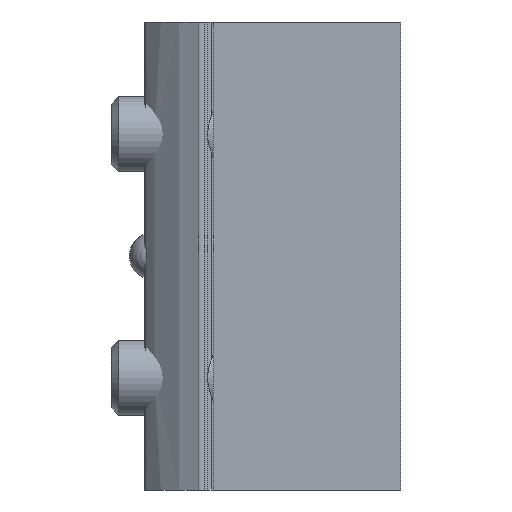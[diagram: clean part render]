
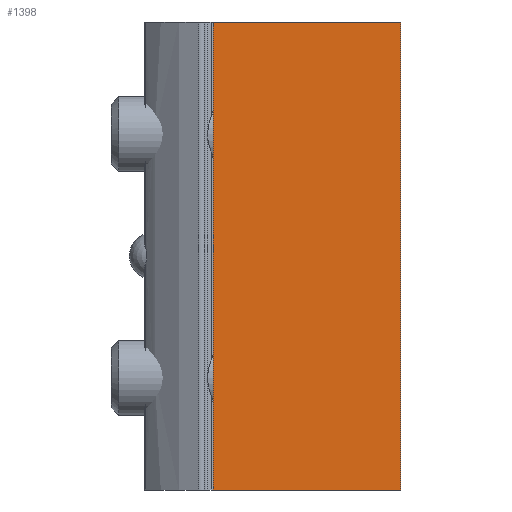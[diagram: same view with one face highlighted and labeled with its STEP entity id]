
A CAD part, left-side view. The second image highlights one B-rep face of the part: STEP entity #1398.
In plain terms, the highlighted planar face has unit normal (-1, 0, 0).
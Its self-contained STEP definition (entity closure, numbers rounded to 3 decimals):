
#237=ORIENTED_EDGE('',*,*,#617,.T.);
#238=ORIENTED_EDGE('',*,*,#618,.F.);
#239=ORIENTED_EDGE('',*,*,#619,.F.);
#240=ORIENTED_EDGE('',*,*,#614,.T.);
#614=EDGE_CURVE('',#805,#804,#937,.T.);
#617=EDGE_CURVE('',#804,#807,#940,.T.);
#618=EDGE_CURVE('',#808,#807,#941,.T.);
#619=EDGE_CURVE('',#805,#808,#942,.T.);
#804=VERTEX_POINT('',#2151);
#805=VERTEX_POINT('',#2153);
#807=VERTEX_POINT('',#2159);
#808=VERTEX_POINT('',#2161);
#937=LINE('',#2152,#1015);
#940=LINE('',#2158,#1018);
#941=LINE('',#2160,#1019);
#942=LINE('',#2162,#1020);
#1015=VECTOR('',#1718,1000.);
#1018=VECTOR('',#1723,1000.);
#1019=VECTOR('',#1724,1000.);
#1020=VECTOR('',#1725,1000.);
#1093=EDGE_LOOP('',(#237,#238,#239,#240));
#1225=FACE_BOUND('',#1093,.T.);
#1358=PLANE('',#1537);
#1398=ADVANCED_FACE('',(#1225),#1358,.F.);
#1537=AXIS2_PLACEMENT_3D('',#2157,#1721,#1722);
#1718=DIRECTION('',(0.,-1.,0.));
#1721=DIRECTION('',(1.,0.,0.));
#1722=DIRECTION('',(0.,0.,-1.));
#1723=DIRECTION('',(0.,0.,1.));
#1724=DIRECTION('',(0.,-1.,0.));
#1725=DIRECTION('',(0.,0.,1.));
#2151=CARTESIAN_POINT('',(0.,0.,-25.));
#2152=CARTESIAN_POINT('',(0.,20.,-25.));
#2153=CARTESIAN_POINT('',(0.,20.,-25.));
#2157=CARTESIAN_POINT('',(0.,20.,-25.));
#2158=CARTESIAN_POINT('',(0.,0.,-25.));
#2159=CARTESIAN_POINT('',(0.,0.,25.));
#2160=CARTESIAN_POINT('',(0.,20.,25.));
#2161=CARTESIAN_POINT('',(0.,20.,25.));
#2162=CARTESIAN_POINT('',(0.,20.,-25.));
